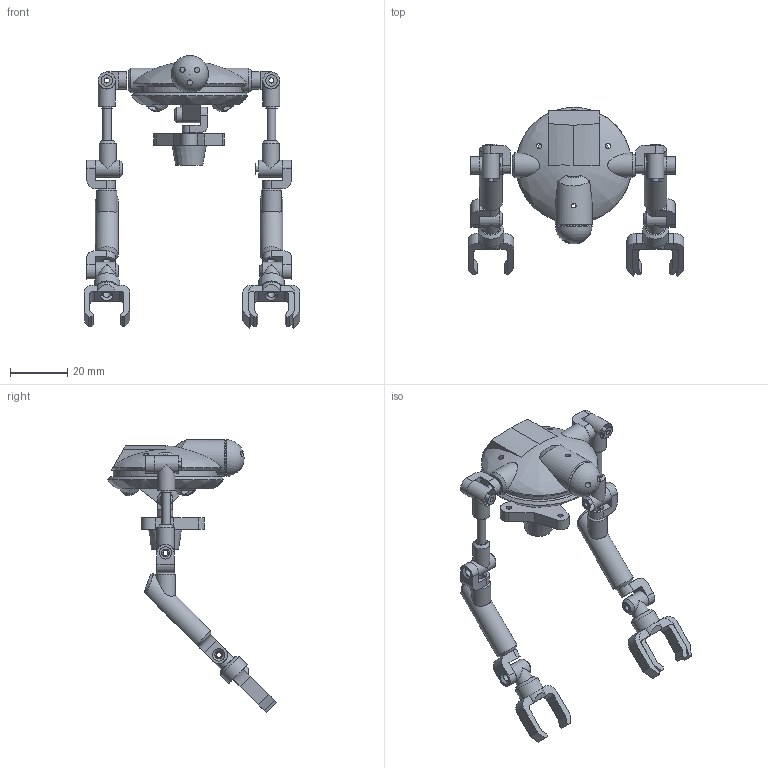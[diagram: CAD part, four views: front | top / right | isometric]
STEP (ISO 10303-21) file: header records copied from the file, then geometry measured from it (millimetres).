
FILE_DESCRIPTION(/* description */ (''),/* implementation_level */ '2;1');
FILE_NAME(/* name */ 'MarsRobo v9.step',/* time_stamp */ '2021-08-09T17:56:43+09:00',/* author */ (''),/* organization */ (''),/* preprocessor_version */ 'ST-DEVELOPER v18.1',/* originating_system */ 'Autodesk Translation Framework v10.9.0.1377',/* authorisation */ '');
FILE_SCHEMA (('AUTOMOTIVE_DESIGN { 1 0 10303 214 3 1 1 }'));
Length unit declared in the file: millimetre
Products named in the file (4): MarsRobo; Body; Arm; ArmR
Assembly tree (3 placements, depth 2):
  MarsRobo
    Body
    Arm
    ArmR
Bounding box: 75.68 x 59.16 x 95.65 mm (x, y, z)
Volume: 26934.4 mm3; surface area: 18548 mm2
Topology: 24 solids, 24 shells, 356 faces, 842 edges, 548 vertices
Faces by surface type: plane 174, cylinder 116, cone 44, bspline 21, sphere 1
Full cylindrical faces by diameter (mm): 1.62 x1, 1.8 x24, 2.43 x2, 2.52 x1, 2.7 x18, 3 x2, 3.2 x5, 5.4 x1, 6 x12, 7 x2, 8.64 x2, 9 x2, 12.96 x1
Entity records: 14235 total; most frequent: CARTESIAN_POINT 5784, ORIENTED_EDGE 1678, DIRECTION 1678, EDGE_CURVE 839, AXIS2_PLACEMENT_3D 619, VERTEX_POINT 548, EDGE_LOOP 463, LINE 440
